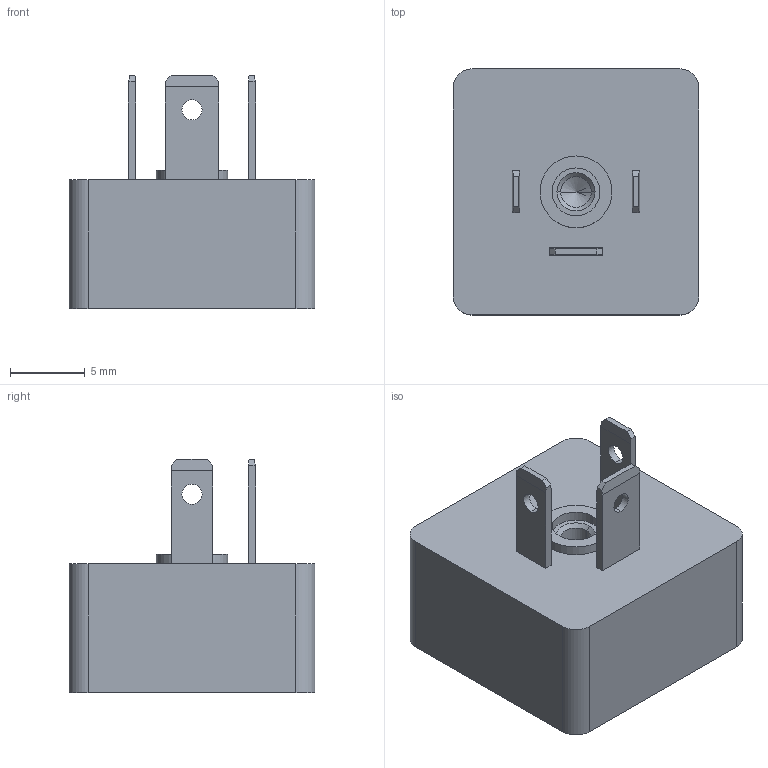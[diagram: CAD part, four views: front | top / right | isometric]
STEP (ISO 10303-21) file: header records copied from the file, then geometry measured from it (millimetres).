
FILE_DESCRIPTION (( 'STEP AP214' ), '1' );
FILE_NAME ('BVPS-BP.step', '2016-07-27T15:14:38', ( '' ), ( '' ), 'SwSTEP 2.0', 'SolidWorks 2016', '' );
FILE_SCHEMA (( 'AUTOMOTIVE_DESIGN' ));
Length unit declared in the file: inch
Products named in the file (1): BVPS-BP
Bounding box: 16.43 x 16.43 x 15.57 mm (x, y, z)
Volume: 2331.8 mm3; surface area: 1276.6 mm2
Topology: 1 solids, 1 shells, 55 faces, 140 edges, 91 vertices
Faces by surface type: plane 35, cylinder 16, cone 4
Entity records: 2162 total; most frequent: CARTESIAN_POINT 285, DIRECTION 284, ORIENTED_EDGE 276, EDGE_CURVE 138, VECTOR 104, LINE 104, VERTEX_POINT 91, AXIS2_PLACEMENT_3D 90
